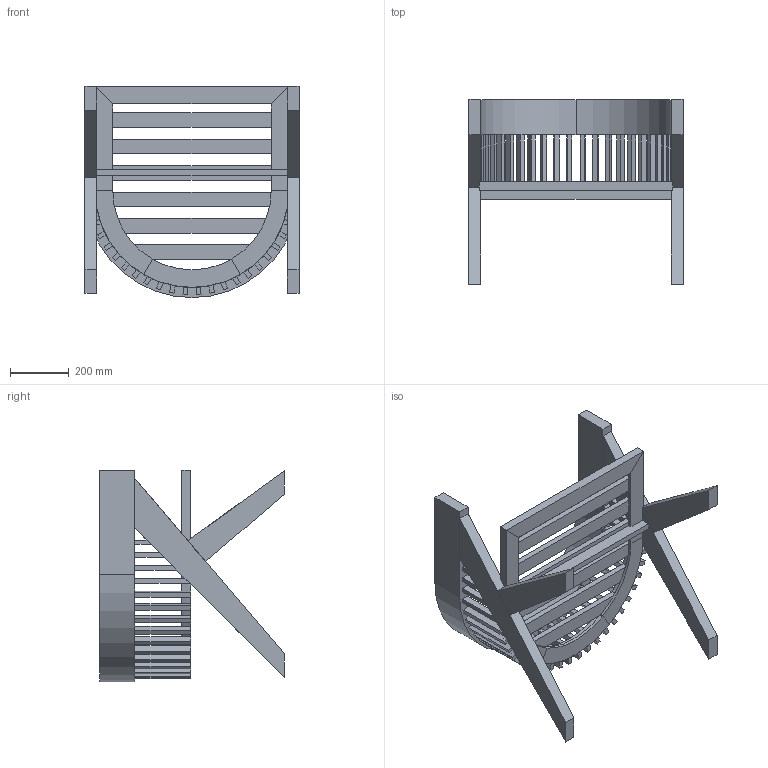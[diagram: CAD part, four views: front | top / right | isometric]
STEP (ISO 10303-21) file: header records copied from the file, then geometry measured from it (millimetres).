
FILE_DESCRIPTION (( 'STEP AP203' ), '1' );
FILE_NAME ('1. Atlantic Armchair - sklop.STEP', '2023-11-23T09:54:08', ( '' ), ( '' ), 'SwSTEP 2.0', 'SolidWorks 2023', '' );
FILE_SCHEMA (( 'CONFIG_CONTROL_DESIGN' ));
Length unit declared in the file: millimetre
Products named in the file (1): 1. Atlantic Armchair - sklop
Bounding box: 730 x 630 x 720 mm (x, y, z)
Volume: 25063932.8 mm3; surface area: 2730412.7 mm2
Topology: 116 solids, 116 shells, 1390 faces, 2734 edges, 1732 vertices
Faces by surface type: plane 643, cylinder 475, cone 272
Entity records: 36971 total; most frequent: CARTESIAN_POINT 7393, DIRECTION 6642, ORIENTED_EDGE 5468, EDGE_CURVE 2734, AXIS2_PLACEMENT_3D 2565, VERTEX_POINT 1732, EDGE_LOOP 1550, LINE 1512
